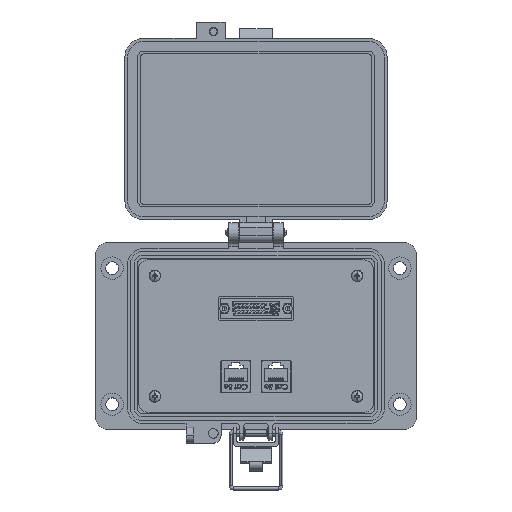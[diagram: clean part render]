
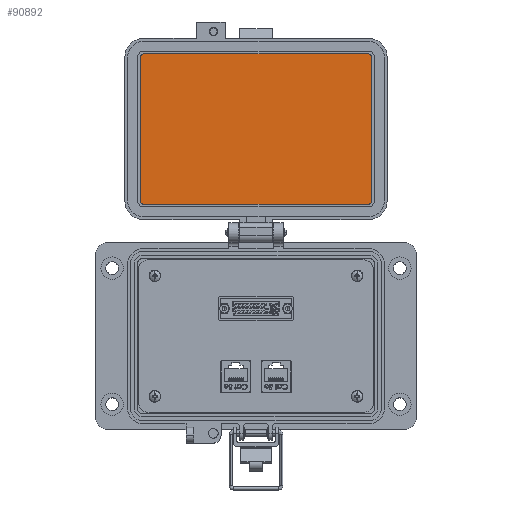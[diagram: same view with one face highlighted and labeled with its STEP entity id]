
A CAD part, top view. The second image highlights one B-rep face of the part: STEP entity #90892.
In plain terms, the highlighted planar face has unit normal (0, 0, 1).
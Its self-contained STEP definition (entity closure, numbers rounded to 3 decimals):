
#3046 = ORIENTED_EDGE ( 'NONE', *, *, #70659, .F. ) ;
#3201 = VERTEX_POINT ( 'NONE', #35621 ) ;
#3946 = CARTESIAN_POINT ( 'NONE',  ( -57.72, 143.334, 8.694 ) ) ;
#5104 = CARTESIAN_POINT ( 'NONE',  ( 57.717, 145.119, 8.694 ) ) ;
#5897 = DIRECTION ( 'NONE',  ( 0., 0., -1. ) ) ;
#6487 = DIRECTION ( 'NONE',  ( 0., -1., 0. ) ) ;
#8135 = EDGE_CURVE ( 'NONE', #27040, #43397, #82823, .T. ) ;
#9479 = VECTOR ( 'NONE', #22841, 1000. ) ;
#9862 = CIRCLE ( 'NONE', #39805, 1.785 ) ;
#9964 = DIRECTION ( 'NONE',  ( 0., -1., 0. ) ) ;
#12158 = ORIENTED_EDGE ( 'NONE', *, *, #24090, .F. ) ;
#13158 = CARTESIAN_POINT ( 'NONE',  ( 57.717, 67.765, 8.694 ) ) ;
#14272 = AXIS2_PLACEMENT_3D ( 'NONE', #41373, #95330, #32579 ) ;
#14505 = DIRECTION ( 'NONE',  ( 0., -1., 0. ) ) ;
#17831 = ORIENTED_EDGE ( 'NONE', *, *, #48087, .F. ) ;
#22841 = DIRECTION ( 'NONE',  ( 0., 1., 0. ) ) ;
#24090 = EDGE_CURVE ( 'NONE', #3201, #38364, #73696, .T. ) ;
#25624 = DIRECTION ( 'NONE',  ( 0., 0., -1. ) ) ;
#27040 = VERTEX_POINT ( 'NONE', #13158 ) ;
#29069 = EDGE_CURVE ( 'NONE', #66921, #68501, #77340, .T. ) ;
#31633 = CARTESIAN_POINT ( 'NONE',  ( -59.505, 143.334, 8.694 ) ) ;
#32579 = DIRECTION ( 'NONE',  ( 0., -1., 0. ) ) ;
#32851 = CARTESIAN_POINT ( 'NONE',  ( -59.505, 69.55, 8.694 ) ) ;
#35215 = DIRECTION ( 'NONE',  ( 1., 0., 0. ) ) ;
#35621 = CARTESIAN_POINT ( 'NONE',  ( -57.72, 145.119, 8.694 ) ) ;
#35670 = ORIENTED_EDGE ( 'NONE', *, *, #71523, .F. ) ;
#35933 = EDGE_LOOP ( 'NONE', ( #35670, #50202, #89118, #40491, #66661, #17831, #3046, #12158 ) ) ;
#36966 = DIRECTION ( 'NONE',  ( 0., 0., 1. ) ) ;
#38364 = VERTEX_POINT ( 'NONE', #5104 ) ;
#39612 = CIRCLE ( 'NONE', #52771, 1.785 ) ;
#39805 = AXIS2_PLACEMENT_3D ( 'NONE', #87414, #5897, #6487 ) ;
#40491 = ORIENTED_EDGE ( 'NONE', *, *, #8135, .F. ) ;
#41373 = CARTESIAN_POINT ( 'NONE',  ( 57.717, 69.55, 8.694 ) ) ;
#43397 = VERTEX_POINT ( 'NONE', #105189 ) ;
#45154 = CARTESIAN_POINT ( 'NONE',  ( -30.745, 145.119, 8.694 ) ) ;
#48087 = EDGE_CURVE ( 'NONE', #115487, #107674, #88666, .T. ) ;
#50202 = ORIENTED_EDGE ( 'NONE', *, *, #29069, .F. ) ;
#52771 = AXIS2_PLACEMENT_3D ( 'NONE', #3946, #110642, #14505 ) ;
#54733 = VECTOR ( 'NONE', #79288, 1000. ) ;
#66661 = ORIENTED_EDGE ( 'NONE', *, *, #107285, .F. ) ;
#66921 = VERTEX_POINT ( 'NONE', #32851 ) ;
#68501 = VERTEX_POINT ( 'NONE', #77718 ) ;
#70659 = EDGE_CURVE ( 'NONE', #38364, #115487, #76921, .T. ) ;
#71012 = FACE_OUTER_BOUND ( 'NONE', #35933, .T. ) ;
#71523 = EDGE_CURVE ( 'NONE', #68501, #3201, #39612, .T. ) ;
#72356 = CARTESIAN_POINT ( 'NONE',  ( -57.72, 67.765, 8.694 ) ) ;
#73696 = LINE ( 'NONE', #100057, #113638 ) ;
#76838 = AXIS2_PLACEMENT_3D ( 'NONE', #105890, #25624, #112943 ) ;
#76921 = CIRCLE ( 'NONE', #76838, 1.785 ) ;
#77340 = LINE ( 'NONE', #31633, #9479 ) ;
#77718 = CARTESIAN_POINT ( 'NONE',  ( -59.505, 143.334, 8.694 ) ) ;
#79288 = DIRECTION ( 'NONE',  ( 0., -1., 0. ) ) ;
#81486 = PLANE ( 'NONE',  #107932 ) ;
#82823 = LINE ( 'NONE', #72356, #96853 ) ;
#82965 = EDGE_CURVE ( 'NONE', #43397, #66921, #9862, .T. ) ;
#87414 = CARTESIAN_POINT ( 'NONE',  ( -57.72, 69.55, 8.694 ) ) ;
#88666 = LINE ( 'NONE', #97459, #54733 ) ;
#89118 = ORIENTED_EDGE ( 'NONE', *, *, #82965, .F. ) ;
#90892 = ADVANCED_FACE ( 'NONE', ( #71012 ), #81486, .T. ) ;
#91154 = CARTESIAN_POINT ( 'NONE',  ( 59.502, 69.55, 8.694 ) ) ;
#92966 = CIRCLE ( 'NONE', #14272, 1.785 ) ;
#95040 = CARTESIAN_POINT ( 'NONE',  ( 59.502, 143.334, 8.694 ) ) ;
#95330 = DIRECTION ( 'NONE',  ( 0., 0., -1. ) ) ;
#96853 = VECTOR ( 'NONE', #108089, 1000. ) ;
#97459 = CARTESIAN_POINT ( 'NONE',  ( 59.502, 69.55, 8.694 ) ) ;
#100057 = CARTESIAN_POINT ( 'NONE',  ( 57.717, 145.119, 8.694 ) ) ;
#105189 = CARTESIAN_POINT ( 'NONE',  ( -57.72, 67.765, 8.694 ) ) ;
#105890 = CARTESIAN_POINT ( 'NONE',  ( 57.717, 143.334, 8.694 ) ) ;
#107285 = EDGE_CURVE ( 'NONE', #107674, #27040, #92966, .T. ) ;
#107674 = VERTEX_POINT ( 'NONE', #91154 ) ;
#107932 = AXIS2_PLACEMENT_3D ( 'NONE', #45154, #36966, #9964 ) ;
#108089 = DIRECTION ( 'NONE',  ( -1., 0., 0. ) ) ;
#110642 = DIRECTION ( 'NONE',  ( 0., 0., -1. ) ) ;
#112943 = DIRECTION ( 'NONE',  ( 0., -1., 0. ) ) ;
#113638 = VECTOR ( 'NONE', #35215, 1000. ) ;
#115487 = VERTEX_POINT ( 'NONE', #95040 ) ;
